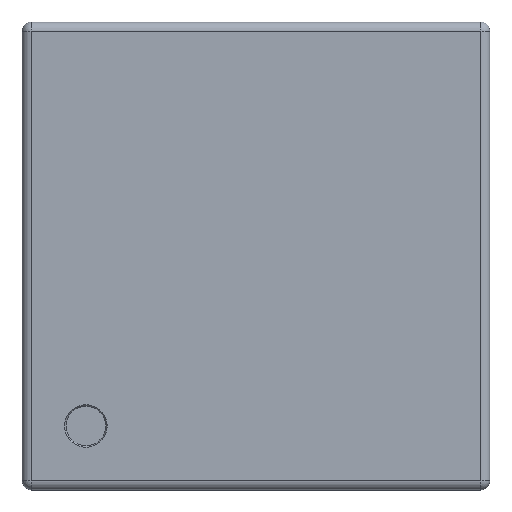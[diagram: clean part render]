
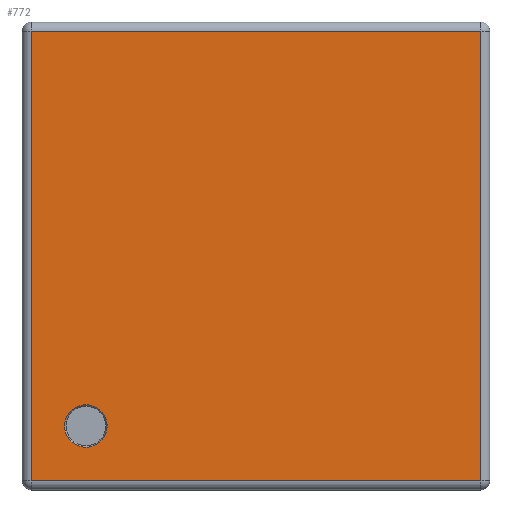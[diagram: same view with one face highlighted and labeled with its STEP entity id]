
A CAD part, top view. The second image highlights one B-rep face of the part: STEP entity #772.
In plain terms, the highlighted planar face has unit normal (0, 0, 1).
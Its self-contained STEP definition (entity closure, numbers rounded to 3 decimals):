
#772=ADVANCED_FACE('',(#2048,#2050),#2052,.T.);
#2048=FACE_BOUND('',#2049,.T.);
#2049=EDGE_LOOP('',(#3042,#3043,#3044,#3045));
#2050=FACE_BOUND('',#2051,.T.);
#2051=EDGE_LOOP('',(#3046));
#2052=PLANE('',#2053);
#2053=AXIS2_PLACEMENT_3D('',#2054,#2055,#2056);
#2054=CARTESIAN_POINT('',(0.,0.,1.1));
#2055=DIRECTION('',(0.,0.,1.));
#2056=DIRECTION('',(1.,0.,0.));
#3042=ORIENTED_EDGE('',*,*,#3778,.T.);
#3043=ORIENTED_EDGE('',*,*,#3779,.T.);
#3044=ORIENTED_EDGE('',*,*,#3780,.T.);
#3045=ORIENTED_EDGE('',*,*,#3781,.T.);
#3046=ORIENTED_EDGE('',*,*,#3782,.T.);
#3778=EDGE_CURVE('',#4174,#4175,#4176,.T.);
#3779=EDGE_CURVE('',#4175,#4177,#4178,.T.);
#3780=EDGE_CURVE('',#4177,#4179,#4180,.T.);
#3781=EDGE_CURVE('',#4179,#4174,#4181,.T.);
#3782=EDGE_CURVE('',#4182,#4182,#4183,.F.);
#4174=VERTEX_POINT('',#4860);
#4175=VERTEX_POINT('',#4861);
#4176=LINE('',#4862,#4863);
#4177=VERTEX_POINT('',#4865);
#4178=LINE('',#4866,#4867);
#4179=VERTEX_POINT('',#4869);
#4180=LINE('',#4870,#4871);
#4181=LINE('',#4873,#4874);
#4182=VERTEX_POINT('',#4876);
#4183=CIRCLE('',#4877,0.186);
#4860=CARTESIAN_POINT('',(1.97,1.97,1.1));
#4861=CARTESIAN_POINT('',(-1.97,1.97,1.1));
#4862=CARTESIAN_POINT('',(1.97,1.97,1.1));
#4863=VECTOR('',#4864,1.);
#4864=DIRECTION('',(-1.,0.,0.));
#4865=CARTESIAN_POINT('',(-1.97,-1.97,1.1));
#4866=CARTESIAN_POINT('',(-1.97,1.97,1.1));
#4867=VECTOR('',#4868,1.);
#4868=DIRECTION('',(0.,-1.,0.));
#4869=CARTESIAN_POINT('',(1.97,-1.97,1.1));
#4870=CARTESIAN_POINT('',(-1.97,-1.97,1.1));
#4871=VECTOR('',#4872,1.);
#4872=DIRECTION('',(1.,0.,0.));
#4873=CARTESIAN_POINT('',(1.97,-1.97,1.1));
#4874=VECTOR('',#4875,1.);
#4875=DIRECTION('',(0.,1.,0.));
#4876=CARTESIAN_POINT('',(-1.305,-1.491,1.1));
#4877=AXIS2_PLACEMENT_3D('',#4878,#4879,#4880);
#4878=CARTESIAN_POINT('',(-1.491,-1.491,1.1));
#4879=DIRECTION('',(0.,0.,1.));
#4880=DIRECTION('',(1.,0.,0.));
